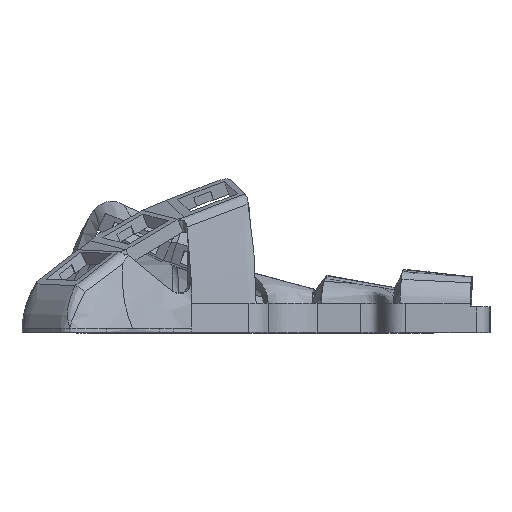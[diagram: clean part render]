
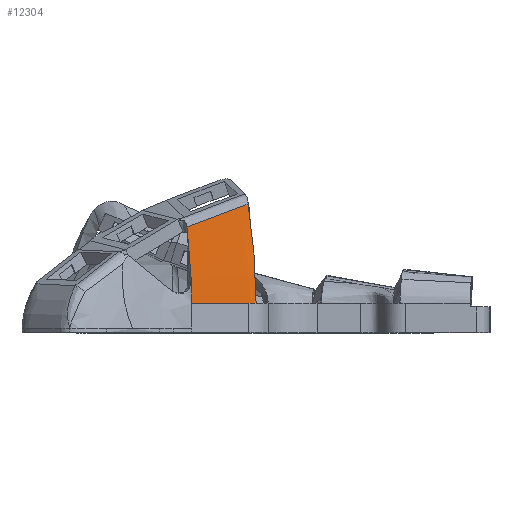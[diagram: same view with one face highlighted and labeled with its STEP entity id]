
A CAD part, top view. The second image highlights one B-rep face of the part: STEP entity #12304.
In plain terms, the highlighted free-form (B-spline) face has degree [3, 3] with [8, 4] control points.
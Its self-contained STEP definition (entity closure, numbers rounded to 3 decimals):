
#708=FACE_OUTER_BOUND('',#1369,.T.);
#1369=EDGE_LOOP('',(#8861,#8862,#8863,#8864,#8865,#8866,#8867,#8868,#8869,
#8870));
#4701=B_SPLINE_CURVE_WITH_KNOTS('',3,(#18262,#18263,#18264,#18265),
 .UNSPECIFIED.,.F.,.F.,(4,4),(-1.801,-1.8),
 .UNSPECIFIED.);
#4702=B_SPLINE_CURVE_WITH_KNOTS('',3,(#18267,#18268,#18269,#18270),
 .UNSPECIFIED.,.F.,.F.,(4,4),(-1.8,-0.221),
 .UNSPECIFIED.);
#4703=B_SPLINE_CURVE_WITH_KNOTS('',3,(#18272,#18273,#18274,#18275,#18276,
#18277,#18278,#18279),.UNSPECIFIED.,.F.,.F.,(4,2,2,4),(-0.221,
-0.221,0.,0.),.UNSPECIFIED.);
#4708=B_SPLINE_CURVE_WITH_KNOTS('',3,(#18334,#18335,#18336,#18337),
 .UNSPECIFIED.,.F.,.F.,(4,4),(0.076,1.),.UNSPECIFIED.);
#4710=B_SPLINE_CURVE_WITH_KNOTS('',3,(#18377,#18378,#18379,#18380),
 .UNSPECIFIED.,.F.,.F.,(4,4),(0.,0.035),.UNSPECIFIED.);
#4711=B_SPLINE_CURVE_WITH_KNOTS('',3,(#18382,#18383,#18384,#18385),
 .UNSPECIFIED.,.F.,.F.,(4,4),(0.109,0.752),
 .UNSPECIFIED.);
#4712=B_SPLINE_CURVE_WITH_KNOTS('',3,(#18387,#18388,#18389,#18390),
 .UNSPECIFIED.,.F.,.F.,(4,4),(0.638,0.675),
 .UNSPECIFIED.);
#4713=B_SPLINE_CURVE_WITH_KNOTS('',3,(#18392,#18393,#18394,#18395,#18396,
#18397),.UNSPECIFIED.,.F.,.F.,(4,2,4),(6.536,6.772,
8.508),.UNSPECIFIED.);
#4714=B_SPLINE_CURVE_WITH_KNOTS('',3,(#18399,#18400,#18401,#18402),
 .UNSPECIFIED.,.F.,.F.,(4,4),(0.,0.874),.UNSPECIFIED.);
#4715=B_SPLINE_CURVE_WITH_KNOTS('',3,(#18403,#18404,#18405,#18406),
 .UNSPECIFIED.,.F.,.F.,(4,4),(0.874,1.),.UNSPECIFIED.);
#5318=VERTEX_POINT('',#18246);
#5319=VERTEX_POINT('',#18261);
#5320=VERTEX_POINT('',#18266);
#5321=VERTEX_POINT('',#18271);
#5324=VERTEX_POINT('',#18333);
#5326=VERTEX_POINT('',#18376);
#5327=VERTEX_POINT('',#18381);
#5328=VERTEX_POINT('',#18386);
#5329=VERTEX_POINT('',#18391);
#5330=VERTEX_POINT('',#18398);
#6664=EDGE_CURVE('',#5318,#5319,#4701,.T.);
#6665=EDGE_CURVE('',#5319,#5320,#4702,.T.);
#6666=EDGE_CURVE('',#5320,#5321,#4703,.T.);
#6671=EDGE_CURVE('',#5321,#5324,#4708,.T.);
#6674=EDGE_CURVE('',#5326,#5318,#4710,.T.);
#6675=EDGE_CURVE('',#5326,#5327,#4711,.T.);
#6676=EDGE_CURVE('',#5327,#5328,#4712,.F.);
#6677=EDGE_CURVE('',#5328,#5329,#4713,.F.);
#6678=EDGE_CURVE('',#5329,#5330,#4714,.T.);
#6679=EDGE_CURVE('',#5330,#5324,#4715,.T.);
#8861=ORIENTED_EDGE('',*,*,#6666,.F.);
#8862=ORIENTED_EDGE('',*,*,#6665,.F.);
#8863=ORIENTED_EDGE('',*,*,#6664,.F.);
#8864=ORIENTED_EDGE('',*,*,#6674,.F.);
#8865=ORIENTED_EDGE('',*,*,#6675,.T.);
#8866=ORIENTED_EDGE('',*,*,#6676,.T.);
#8867=ORIENTED_EDGE('',*,*,#6677,.T.);
#8868=ORIENTED_EDGE('',*,*,#6678,.T.);
#8869=ORIENTED_EDGE('',*,*,#6679,.T.);
#8870=ORIENTED_EDGE('',*,*,#6671,.F.);
#12060=B_SPLINE_SURFACE_WITH_KNOTS('',3,3,((#18344,#18345,#18346,#18347),
(#18348,#18349,#18350,#18351),(#18352,#18353,#18354,#18355),(#18356,#18357,
#18358,#18359),(#18360,#18361,#18362,#18363),(#18364,#18365,#18366,#18367),
(#18368,#18369,#18370,#18371),(#18372,#18373,#18374,#18375)),
 .UNSPECIFIED.,.F.,.F.,.F.,(4,2,2,4),(4,4),(-0.002,0.,0.874,
1.),(0.075,1.),.UNSPECIFIED.);
#12304=ADVANCED_FACE('',(#708),#12060,.F.);
#18246=CARTESIAN_POINT('',(-69.911,20.872,31.27));
#18261=CARTESIAN_POINT('',(-69.905,20.874,31.269));
#18262=CARTESIAN_POINT('Ctrl Pts',(-69.911,20.872,31.27));
#18263=CARTESIAN_POINT('Ctrl Pts',(-69.909,20.873,31.27));
#18264=CARTESIAN_POINT('Ctrl Pts',(-69.907,20.873,31.27));
#18265=CARTESIAN_POINT('Ctrl Pts',(-69.905,20.874,31.269));
#18266=CARTESIAN_POINT('',(-55.283,26.358,28.716));
#18267=CARTESIAN_POINT('Ctrl Pts',(-69.905,20.874,31.269));
#18268=CARTESIAN_POINT('Ctrl Pts',(-65.068,22.687,30.414));
#18269=CARTESIAN_POINT('Ctrl Pts',(-60.226,24.57,29.637));
#18270=CARTESIAN_POINT('Ctrl Pts',(-55.283,26.357,28.716));
#18271=CARTESIAN_POINT('',(-53.199,27.089,28.314));
#18272=CARTESIAN_POINT('Ctrl Pts',(-55.283,26.357,28.716));
#18273=CARTESIAN_POINT('Ctrl Pts',(-55.282,26.358,28.715));
#18274=CARTESIAN_POINT('Ctrl Pts',(-55.281,26.358,28.715));
#18275=CARTESIAN_POINT('Ctrl Pts',(-54.589,26.608,28.586));
#18276=CARTESIAN_POINT('Ctrl Pts',(-53.887,26.853,28.451));
#18277=CARTESIAN_POINT('Ctrl Pts',(-53.199,27.089,28.314));
#18278=CARTESIAN_POINT('Ctrl Pts',(-53.199,27.089,28.314));
#18279=CARTESIAN_POINT('Ctrl Pts',(-53.199,27.089,28.314));
#18333=CARTESIAN_POINT('',(-51.017,0.,28.429));
#18334=CARTESIAN_POINT('Ctrl Pts',(-53.199,27.089,28.314));
#18335=CARTESIAN_POINT('Ctrl Pts',(-51.744,17.858,28.391));
#18336=CARTESIAN_POINT('Ctrl Pts',(-51.017,7.592,28.429));
#18337=CARTESIAN_POINT('Ctrl Pts',(-51.017,0.,
28.429));
#18344=CARTESIAN_POINT('Ctrl Pts',(-69.987,21.273,31.246));
#18345=CARTESIAN_POINT('Ctrl Pts',(-69.099,14.278,31.745));
#18346=CARTESIAN_POINT('Ctrl Pts',(-68.655,7.595,31.995));
#18347=CARTESIAN_POINT('Ctrl Pts',(-68.655,0.,
31.995));
#18348=CARTESIAN_POINT('Ctrl Pts',(-69.977,21.277,31.244));
#18349=CARTESIAN_POINT('Ctrl Pts',(-69.088,14.28,31.743));
#18350=CARTESIAN_POINT('Ctrl Pts',(-68.644,7.595,31.993));
#18351=CARTESIAN_POINT('Ctrl Pts',(-68.644,0.,
31.993));
#18352=CARTESIAN_POINT('Ctrl Pts',(-69.966,21.28,31.242));
#18353=CARTESIAN_POINT('Ctrl Pts',(-69.078,14.283,31.741));
#18354=CARTESIAN_POINT('Ctrl Pts',(-68.633,7.595,31.991));
#18355=CARTESIAN_POINT('Ctrl Pts',(-68.633,0.,
31.991));
#18356=CARTESIAN_POINT('Ctrl Pts',(-65.069,22.978,30.395));
#18357=CARTESIAN_POINT('Ctrl Pts',(-63.989,15.328,30.803));
#18358=CARTESIAN_POINT('Ctrl Pts',(-63.419,7.595,31.043));
#18359=CARTESIAN_POINT('Ctrl Pts',(-63.419,0.,
31.043));
#18360=CARTESIAN_POINT('Ctrl Pts',(-60.128,24.672,29.615));
#18361=CARTESIAN_POINT('Ctrl Pts',(-58.677,16.37,30.155));
#18362=CARTESIAN_POINT('Ctrl Pts',(-58.217,7.595,30.097));
#18363=CARTESIAN_POINT('Ctrl Pts',(-58.217,0.,
30.097));
#18364=CARTESIAN_POINT('Ctrl Pts',(-54.586,26.61,28.586));
#18365=CARTESIAN_POINT('Ctrl Pts',(-53.088,17.564,28.81));
#18366=CARTESIAN_POINT('Ctrl Pts',(-52.263,7.595,29.016));
#18367=CARTESIAN_POINT('Ctrl Pts',(-52.263,0.,
29.016));
#18368=CARTESIAN_POINT('Ctrl Pts',(-53.891,26.854,28.452));
#18369=CARTESIAN_POINT('Ctrl Pts',(-52.405,17.714,28.614));
#18370=CARTESIAN_POINT('Ctrl Pts',(-51.6,7.595,28.772));
#18371=CARTESIAN_POINT('Ctrl Pts',(-51.6,0.,
28.772));
#18372=CARTESIAN_POINT('Ctrl Pts',(-53.2,27.098,28.313));
#18373=CARTESIAN_POINT('Ctrl Pts',(-51.744,17.864,28.391));
#18374=CARTESIAN_POINT('Ctrl Pts',(-51.017,7.595,28.429));
#18375=CARTESIAN_POINT('Ctrl Pts',(-51.017,0.,
28.429));
#18376=CARTESIAN_POINT('',(-69.862,20.529,31.293));
#18377=CARTESIAN_POINT('Ctrl Pts',(-69.862,20.529,31.293));
#18378=CARTESIAN_POINT('Ctrl Pts',(-69.876,20.643,31.285));
#18379=CARTESIAN_POINT('Ctrl Pts',(-69.892,20.757,31.278));
#18380=CARTESIAN_POINT('Ctrl Pts',(-69.911,20.872,31.27));
#18381=CARTESIAN_POINT('',(-68.718,5.94,31.935));
#18382=CARTESIAN_POINT('Ctrl Pts',(-69.862,20.529,31.293));
#18383=CARTESIAN_POINT('Ctrl Pts',(-69.266,15.674,31.628));
#18384=CARTESIAN_POINT('Ctrl Pts',(-68.884,10.947,31.842));
#18385=CARTESIAN_POINT('Ctrl Pts',(-68.718,5.94,31.935));
#18386=CARTESIAN_POINT('',(-68.728,5.571,31.946));
#18387=CARTESIAN_POINT('Ctrl Pts',(-68.728,5.571,31.946));
#18388=CARTESIAN_POINT('Ctrl Pts',(-68.718,5.694,31.941));
#18389=CARTESIAN_POINT('Ctrl Pts',(-68.714,5.817,31.937));
#18390=CARTESIAN_POINT('Ctrl Pts',(-68.718,5.94,31.935));
#18391=CARTESIAN_POINT('',(-68.622,0.,31.989));
#18392=CARTESIAN_POINT('Ctrl Pts',(-68.622,0.,
31.989));
#18393=CARTESIAN_POINT('Ctrl Pts',(-68.622,0.192,
31.989));
#18394=CARTESIAN_POINT('Ctrl Pts',(-68.623,0.377,
31.989));
#18395=CARTESIAN_POINT('Ctrl Pts',(-68.635,1.793,31.988));
#18396=CARTESIAN_POINT('Ctrl Pts',(-68.675,3.498,31.984));
#18397=CARTESIAN_POINT('Ctrl Pts',(-68.728,5.571,31.946));
#18398=CARTESIAN_POINT('',(-53.013,0.,29.152));
#18399=CARTESIAN_POINT('Ctrl Pts',(-68.622,0.,
31.989));
#18400=CARTESIAN_POINT('Ctrl Pts',(-63.419,0.,
31.043));
#18401=CARTESIAN_POINT('Ctrl Pts',(-58.217,0.,
30.097));
#18402=CARTESIAN_POINT('Ctrl Pts',(-53.013,0.,
29.152));
#18403=CARTESIAN_POINT('Ctrl Pts',(-53.013,0.,
29.152));
#18404=CARTESIAN_POINT('Ctrl Pts',(-52.263,0.,
29.016));
#18405=CARTESIAN_POINT('Ctrl Pts',(-51.6,0.,
28.772));
#18406=CARTESIAN_POINT('Ctrl Pts',(-51.017,0.,
28.429));
